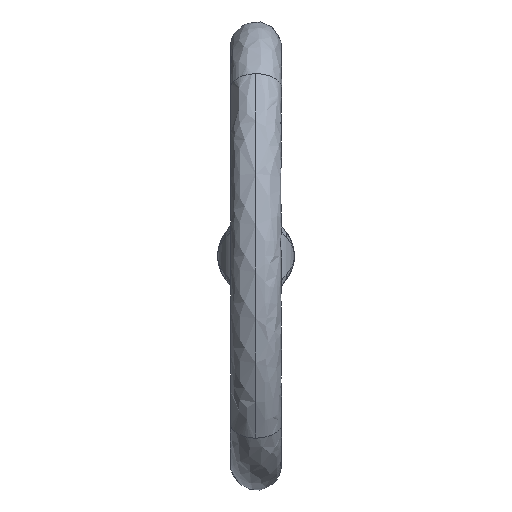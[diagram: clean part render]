
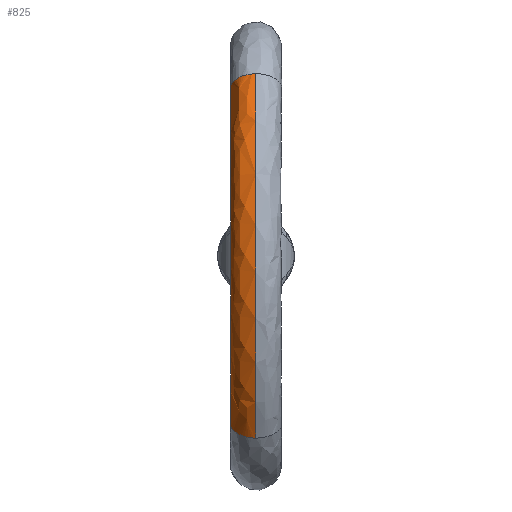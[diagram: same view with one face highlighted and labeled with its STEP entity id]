
A CAD part, left-side view. The second image highlights one B-rep face of the part: STEP entity #825.
In plain terms, the highlighted free-form (B-spline) face has degree [2, 2] with [3, 5] control points.
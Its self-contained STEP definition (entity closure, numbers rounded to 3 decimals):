
#740=CARTESIAN_POINT('',(-80.168,2.964,21.551));
#741=CARTESIAN_POINT('',(-96.657,2.964,0.));
#742=CARTESIAN_POINT('',(-80.168,2.964,-21.551));
#743=CARTESIAN_POINT('',(-80.175,2.962,21.557));
#744=CARTESIAN_POINT('',(-96.669,2.962,0.));
#745=CARTESIAN_POINT('',(-80.175,2.962,-21.557));
#746=CARTESIAN_POINT('',(-82.154,2.552,23.072));
#747=CARTESIAN_POINT('',(-99.807,2.552,0.));
#748=CARTESIAN_POINT('',(-82.154,2.552,-23.072));
#749=CARTESIAN_POINT('',(-82.18,0.028,23.091));
#750=CARTESIAN_POINT('',(-99.847,0.028,0.));
#751=CARTESIAN_POINT('',(-82.18,0.028,-23.091));
#752=CARTESIAN_POINT('',(-82.18,0.019,23.091));
#753=CARTESIAN_POINT('',(-99.847,0.019,0.));
#754=CARTESIAN_POINT('',(-82.18,0.019,-23.091));
#762=(BOUNDED_SURFACE()B_SPLINE_SURFACE(2,2,((#740,#743,#746,#749,#752),(#741,#744,#747,#750,#753),(#742,#745,#748,#751,#754)),.UNSPECIFIED.,.F.,.F.,.U.)B_SPLINE_SURFACE_WITH_KNOTS((3,3),(3,1,1,3),(0.0,51.479),(0.0,0.022,4.385,4.407),.UNSPECIFIED.)GEOMETRIC_REPRESENTATION_ITEM()RATIONAL_B_SPLINE_SURFACE(((0.869,0.868,0.686,0.926,0.927),(0.69,0.69,0.545,0.735,0.736),(0.869,0.868,0.686,0.926,0.927)))REPRESENTATION_ITEM('')SURFACE());
#763=CARTESIAN_POINT('',(-81.34,2.96,-19.961));
#764=VERTEX_POINT('',#763);
#765=CARTESIAN_POINT('',(-83.418,0.038,-21.375));
#766=VERTEX_POINT('',#765);
#767=CARTESIAN_POINT('',(-81.34,2.96,-19.961));
#768=CARTESIAN_POINT('',(-83.392,2.552,-21.357));
#769=CARTESIAN_POINT('',(-83.418,0.038,-21.375));
#777=(BOUNDED_CURVE()B_SPLINE_CURVE(2,(#767,#768,#769),.UNSPECIFIED.,.F.,.U.)B_SPLINE_CURVE_WITH_KNOTS((3,3),(0.778,0.998),.UNSPECIFIED.)CURVE()GEOMETRIC_REPRESENTATION_ITEM()RATIONAL_B_SPLINE_CURVE((0.942,0.742,0.995))REPRESENTATION_ITEM(''));
#778=EDGE_CURVE('',#764,#766,#777,.T.);
#779=ORIENTED_EDGE('',*,*,#778,.T.);
#780=CARTESIAN_POINT('',(-83.418,0.038,21.375));
#781=VERTEX_POINT('',#780);
#782=CARTESIAN_POINT('',(-83.418,0.038,21.375));
#783=CARTESIAN_POINT('',(-97.96,0.038,0.));
#784=CARTESIAN_POINT('',(-83.418,0.038,-21.375));
#792=(BOUNDED_CURVE()B_SPLINE_CURVE(2,(#782,#783,#784),.UNSPECIFIED.,.F.,.U.)B_SPLINE_CURVE_WITH_KNOTS((3,3),(-1.679,-0.321),.UNSPECIFIED.)CURVE()GEOMETRIC_REPRESENTATION_ITEM()RATIONAL_B_SPLINE_CURVE((0.908,0.751,0.908))REPRESENTATION_ITEM(''));
#793=EDGE_CURVE('',#781,#766,#792,.T.);
#794=ORIENTED_EDGE('',*,*,#793,.F.);
#795=CARTESIAN_POINT('',(-81.34,2.96,19.961));
#796=VERTEX_POINT('',#795);
#797=CARTESIAN_POINT('',(-81.34,2.96,19.961));
#798=CARTESIAN_POINT('',(-83.392,2.552,21.357));
#799=CARTESIAN_POINT('',(-83.418,0.038,21.375));
#807=(BOUNDED_CURVE()B_SPLINE_CURVE(2,(#797,#798,#799),.UNSPECIFIED.,.F.,.U.)B_SPLINE_CURVE_WITH_KNOTS((3,3),(0.778,0.998),.UNSPECIFIED.)CURVE()GEOMETRIC_REPRESENTATION_ITEM()RATIONAL_B_SPLINE_CURVE((0.942,0.742,0.995))REPRESENTATION_ITEM(''));
#808=EDGE_CURVE('',#796,#781,#807,.T.);
#809=ORIENTED_EDGE('',*,*,#808,.F.);
#810=CARTESIAN_POINT('',(-81.34,2.96,19.961));
#811=CARTESIAN_POINT('',(-94.92,2.96,0.));
#812=CARTESIAN_POINT('',(-81.34,2.96,-19.961));
#820=(BOUNDED_CURVE()B_SPLINE_CURVE(2,(#810,#811,#812),.UNSPECIFIED.,.F.,.U.)B_SPLINE_CURVE_WITH_KNOTS((3,3),(-1.679,-0.321),.UNSPECIFIED.)CURVE()GEOMETRIC_REPRESENTATION_ITEM()RATIONAL_B_SPLINE_CURVE((0.852,0.704,0.852))REPRESENTATION_ITEM(''));
#821=EDGE_CURVE('',#796,#764,#820,.T.);
#822=ORIENTED_EDGE('',*,*,#821,.T.);
#823=EDGE_LOOP('',(#779,#794,#809,#822));
#824=FACE_OUTER_BOUND('',#823,.T.);
#825=ADVANCED_FACE('',(#824),#762,.T.);
